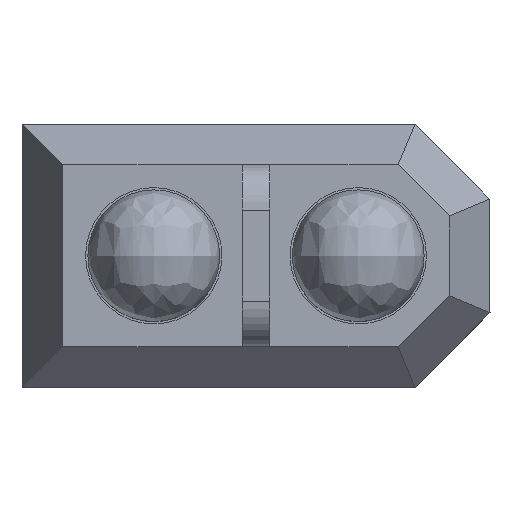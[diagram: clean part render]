
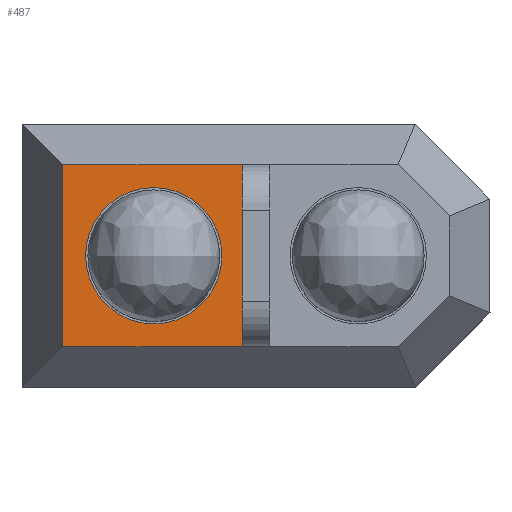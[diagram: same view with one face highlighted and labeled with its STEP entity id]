
A CAD part, top view. The second image highlights one B-rep face of the part: STEP entity #487.
In plain terms, the highlighted planar face has unit normal (0, 0, 1).
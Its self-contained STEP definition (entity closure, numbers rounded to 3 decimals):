
#93 = VERTEX_POINT ( 'NONE', #1702 ) ;
#110 = CARTESIAN_POINT ( 'NONE',  ( -9.4, 0., 4.75 ) ) ;
#135 = VERTEX_POINT ( 'NONE', #321 ) ;
#147 = LINE ( 'NONE', #570, #1786 ) ;
#153 = CARTESIAN_POINT ( 'NONE',  ( 0., -4.9, 4.75 ) ) ;
#159 = EDGE_LOOP ( 'NONE', ( #2092, #265, #237, #2065 ) ) ;
#237 = ORIENTED_EDGE ( 'NONE', *, *, #815, .F. ) ;
#265 = ORIENTED_EDGE ( 'NONE', *, *, #270, .T. ) ;
#270 = EDGE_CURVE ( 'NONE', #135, #93, #856, .T. ) ;
#300 = PLANE ( 'NONE',  #661 ) ;
#321 = CARTESIAN_POINT ( 'NONE',  ( -9.4, -4.9, 4.75 ) ) ;
#462 = ORIENTED_EDGE ( 'NONE', *, *, #1537, .T. ) ;
#487 = ADVANCED_FACE ( 'NONE', ( #1054, #883 ), #300, .T. ) ;
#570 = CARTESIAN_POINT ( 'NONE',  ( 0., -0.9, 4.75 ) ) ;
#607 = DIRECTION ( 'NONE',  ( 0., -1., 0. ) ) ;
#630 = VERTEX_POINT ( 'NONE', #1069 ) ;
#661 = AXIS2_PLACEMENT_3D ( 'NONE', #1006, #2215, #1177 ) ;
#734 = EDGE_LOOP ( 'NONE', ( #462, #829 ) ) ;
#766 = VECTOR ( 'NONE', #1355, 1000. ) ;
#790 = DIRECTION ( 'NONE',  ( 1., 0., 0. ) ) ;
#792 = DIRECTION ( 'NONE',  ( 1., 0., 0. ) ) ;
#797 = VERTEX_POINT ( 'NONE', #1296 ) ;
#815 = EDGE_CURVE ( 'NONE', #797, #93, #1276, .T. ) ;
#829 = ORIENTED_EDGE ( 'NONE', *, *, #1783, .T. ) ;
#856 = LINE ( 'NONE', #153, #953 ) ;
#883 = FACE_OUTER_BOUND ( 'NONE', #159, .T. ) ;
#929 = VERTEX_POINT ( 'NONE', #981 ) ;
#953 = VECTOR ( 'NONE', #1014, 1000. ) ;
#981 = CARTESIAN_POINT ( 'NONE',  ( -9.4, -0.9, 4.75 ) ) ;
#1006 = CARTESIAN_POINT ( 'NONE',  ( 0., 0., 4.75 ) ) ;
#1014 = DIRECTION ( 'NONE',  ( 1., 0., 0. ) ) ;
#1025 = VECTOR ( 'NONE', #607, 1000. ) ;
#1047 = CIRCLE ( 'NONE', #1260, 1.5 ) ;
#1054 = FACE_BOUND ( 'NONE', #734, .T. ) ;
#1069 = CARTESIAN_POINT ( 'NONE',  ( -5.9, -2.9, 4.75 ) ) ;
#1177 = DIRECTION ( 'NONE',  ( 1., 0., 0. ) ) ;
#1222 = EDGE_CURVE ( 'NONE', #797, #929, #147, .T. ) ;
#1260 = AXIS2_PLACEMENT_3D ( 'NONE', #1620, #1600, #790 ) ;
#1276 = LINE ( 'NONE', #1832, #1025 ) ;
#1282 = VERTEX_POINT ( 'NONE', #1778 ) ;
#1296 = CARTESIAN_POINT ( 'NONE',  ( -5.455, -0.9, 4.75 ) ) ;
#1355 = DIRECTION ( 'NONE',  ( 0., 1., 0. ) ) ;
#1464 = AXIS2_PLACEMENT_3D ( 'NONE', #1484, #1674, #792 ) ;
#1484 = CARTESIAN_POINT ( 'NONE',  ( -7.4, -2.9, 4.75 ) ) ;
#1523 = LINE ( 'NONE', #110, #766 ) ;
#1537 = EDGE_CURVE ( 'NONE', #630, #1282, #1047, .T. ) ;
#1600 = DIRECTION ( 'NONE',  ( 0., 0., -1. ) ) ;
#1620 = CARTESIAN_POINT ( 'NONE',  ( -7.4, -2.9, 4.75 ) ) ;
#1674 = DIRECTION ( 'NONE',  ( 0., 0., -1. ) ) ;
#1702 = CARTESIAN_POINT ( 'NONE',  ( -5.455, -4.9, 4.75 ) ) ;
#1778 = CARTESIAN_POINT ( 'NONE',  ( -8.9, -2.9, 4.75 ) ) ;
#1783 = EDGE_CURVE ( 'NONE', #1282, #630, #2056, .T. ) ;
#1786 = VECTOR ( 'NONE', #1918, 1000. ) ;
#1832 = CARTESIAN_POINT ( 'NONE',  ( -5.455, 0., 4.75 ) ) ;
#1918 = DIRECTION ( 'NONE',  ( -1., 0., 0. ) ) ;
#1920 = EDGE_CURVE ( 'NONE', #135, #929, #1523, .T. ) ;
#2056 = CIRCLE ( 'NONE', #1464, 1.5 ) ;
#2065 = ORIENTED_EDGE ( 'NONE', *, *, #1222, .T. ) ;
#2092 = ORIENTED_EDGE ( 'NONE', *, *, #1920, .F. ) ;
#2215 = DIRECTION ( 'NONE',  ( 0., 0., 1. ) ) ;
